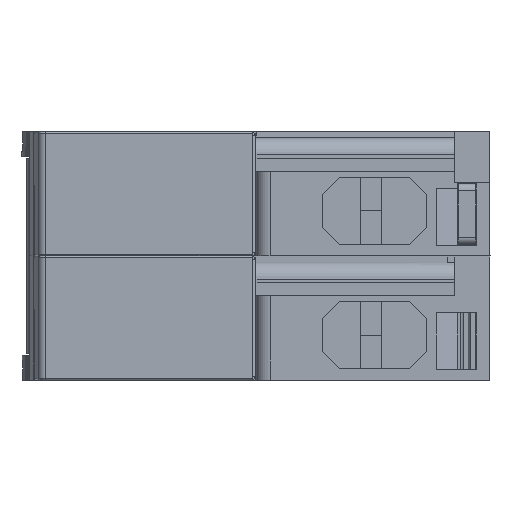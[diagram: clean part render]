
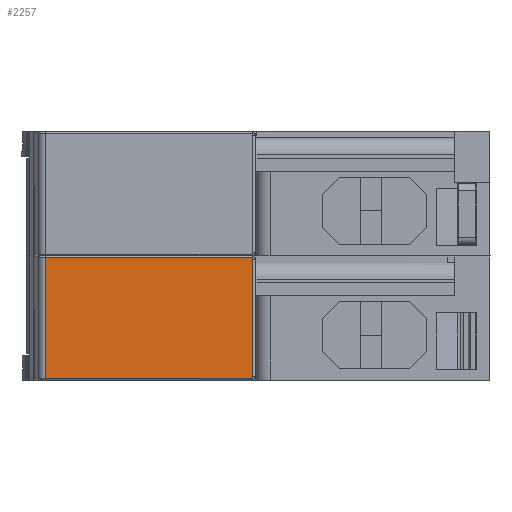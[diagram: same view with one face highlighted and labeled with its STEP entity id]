
A CAD part, left-side view. The second image highlights one B-rep face of the part: STEP entity #2257.
In plain terms, the highlighted planar face has unit normal (-1, 0, 0).
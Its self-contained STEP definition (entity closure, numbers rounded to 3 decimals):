
#2257 = ADVANCED_FACE ( 'NONE', ( #4914 ), #5346, .T. ) ;
#4314 = EDGE_CURVE ( 'NONE', #18980, #18978, #7325, .T. ) ;
#4914 = FACE_OUTER_BOUND ( 'NONE', #18914, .T. ) ;
#4917 = AXIS2_PLACEMENT_3D ( 'NONE', #5347, #5348, #5349 ) ;
#5346 = PLANE ( 'NONE',  #4917 ) ;
#5347 = CARTESIAN_POINT ( 'NONE',  ( -20.1, 5.711, -184.3 ) ) ;
#5348 = DIRECTION ( 'NONE',  ( -1., 0., 0. ) ) ;
#5349 = DIRECTION ( 'NONE',  ( 0., -1., 0. ) ) ;
#7325 = LINE ( 'NONE', #7326, #8046 ) ;
#7326 = CARTESIAN_POINT ( 'NONE',  ( -20.1, -23.513, -175.75 ) ) ;
#7327 = DIRECTION ( 'NONE',  ( 0., 0., -1. ) ) ;
#8046 = VECTOR ( 'NONE', #7327, 1000. ) ;
#8506 = CARTESIAN_POINT ( 'NONE',  ( -20.1, 5.711, -167.2 ) ) ;
#8513 = CARTESIAN_POINT ( 'NONE',  ( -20.1, 5.711, -184.3 ) ) ;
#8536 = CARTESIAN_POINT ( 'NONE',  ( -20.1, -23.513, -184.3 ) ) ;
#8538 = CARTESIAN_POINT ( 'NONE',  ( -20.1, -23.513, -167.2 ) ) ;
#10882 = VECTOR ( 'NONE', #11805, 1000. ) ;
#10896 = VECTOR ( 'NONE', #11851, 1000. ) ;
#10901 = VECTOR ( 'NONE', #11870, 1000. ) ;
#11803 = LINE ( 'NONE', #11804, #10882 ) ;
#11804 = CARTESIAN_POINT ( 'NONE',  ( -20.1, -8.901, -184.3 ) ) ;
#11805 = DIRECTION ( 'NONE',  ( 0., -1., 0. ) ) ;
#11849 = LINE ( 'NONE', #11850, #10896 ) ;
#11850 = CARTESIAN_POINT ( 'NONE',  ( -20.1, 5.711, -175.75 ) ) ;
#11851 = DIRECTION ( 'NONE',  ( 0., 0., -1. ) ) ;
#11868 = LINE ( 'NONE', #11869, #10901 ) ;
#11869 = CARTESIAN_POINT ( 'NONE',  ( -20.1, -8.901, -167.2 ) ) ;
#11870 = DIRECTION ( 'NONE',  ( 0., 1., 0. ) ) ;
#18914 = EDGE_LOOP ( 'NONE', ( #21012, #21015, #21013, #21014 ) ) ;
#18948 = VERTEX_POINT ( 'NONE', #8506 ) ;
#18955 = VERTEX_POINT ( 'NONE', #8513 ) ;
#18978 = VERTEX_POINT ( 'NONE', #8536 ) ;
#18980 = VERTEX_POINT ( 'NONE', #8538 ) ;
#21012 = ORIENTED_EDGE ( 'NONE', *, *, #4314, .F. ) ;
#21013 = ORIENTED_EDGE ( 'NONE', *, *, #22230, .T. ) ;
#21014 = ORIENTED_EDGE ( 'NONE', *, *, #22215, .T. ) ;
#21015 = ORIENTED_EDGE ( 'NONE', *, *, #22236, .T. ) ;
#22215 = EDGE_CURVE ( 'NONE', #18955, #18978, #11803, .T. ) ;
#22230 = EDGE_CURVE ( 'NONE', #18948, #18955, #11849, .T. ) ;
#22236 = EDGE_CURVE ( 'NONE', #18980, #18948, #11868, .T. ) ;
